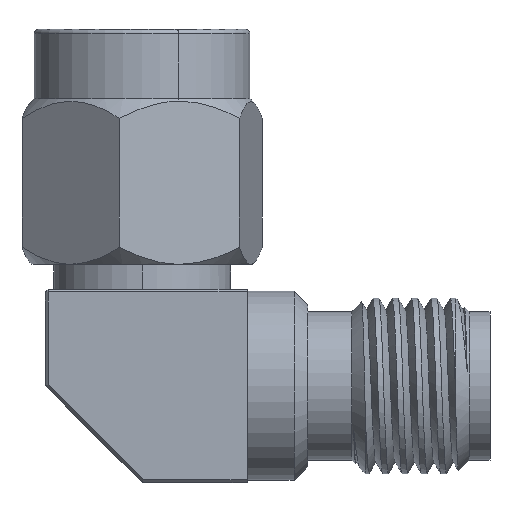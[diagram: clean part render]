
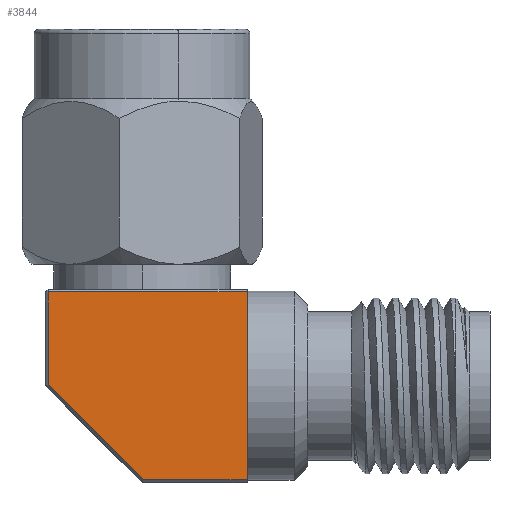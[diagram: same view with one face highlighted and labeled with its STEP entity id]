
A CAD part, left-side view. The second image highlights one B-rep face of the part: STEP entity #3844.
In plain terms, the highlighted planar face has unit normal (-1, 0, 0).
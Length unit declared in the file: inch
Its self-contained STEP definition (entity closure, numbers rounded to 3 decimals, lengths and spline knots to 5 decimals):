
#15 = DIRECTION ( 'NONE',  ( 1., 0., 0. ) ) ;
#42 = LINE ( 'NONE', #6936, #6416 ) ;
#174 = CARTESIAN_POINT ( 'NONE',  ( -0.15006, 0.02387, 0.4122 ) ) ;
#252 = DIRECTION ( 'NONE',  ( 0., 1., 0. ) ) ;
#298 = VECTOR ( 'NONE', #5453, 39.37008 ) ;
#397 = CARTESIAN_POINT ( 'NONE',  ( -0.15006, 0.02387, 0.40827 ) ) ;
#477 = LINE ( 'NONE', #7148, #6869 ) ;
#565 = EDGE_CURVE ( 'NONE', #697, #1526, #6062, .T. ) ;
#697 = VERTEX_POINT ( 'NONE', #758 ) ;
#758 = CARTESIAN_POINT ( 'NONE',  ( -0.15006, 0.02387, 0.67992 ) ) ;
#1091 = ORIENTED_EDGE ( 'NONE', *, *, #5456, .T. ) ;
#1236 = DIRECTION ( 'NONE',  ( 0., 0., -1. ) ) ;
#1295 = DIRECTION ( 'NONE',  ( 0., -1., 0. ) ) ;
#1412 = EDGE_LOOP ( 'NONE', ( #1091, #2126, #3363, #6667, #2150 ) ) ;
#1414 = LINE ( 'NONE', #7540, #4359 ) ;
#1451 = EDGE_CURVE ( 'NONE', #697, #2248, #42, .T. ) ;
#1526 = VERTEX_POINT ( 'NONE', #174 ) ;
#1747 = FACE_OUTER_BOUND ( 'NONE', #1412, .T. ) ;
#2126 = ORIENTED_EDGE ( 'NONE', *, *, #2700, .T. ) ;
#2150 = ORIENTED_EDGE ( 'NONE', *, *, #6962, .T. ) ;
#2248 = VERTEX_POINT ( 'NONE', #7435 ) ;
#2340 = VERTEX_POINT ( 'NONE', #4746 ) ;
#2490 = CARTESIAN_POINT ( 'NONE',  ( -0.15006, -0.05487, 0.40827 ) ) ;
#2700 = EDGE_CURVE ( 'NONE', #7292, #1526, #1414, .T. ) ;
#3363 = ORIENTED_EDGE ( 'NONE', *, *, #565, .F. ) ;
#3844 = ADVANCED_FACE ( 'NONE', ( #1747 ), #5414, .F. ) ;
#4075 = CARTESIAN_POINT ( 'NONE',  ( -0.15006, 0.17185, 0.4122 ) ) ;
#4359 = VECTOR ( 'NONE', #1295, 39.37008 ) ;
#4703 = DIRECTION ( 'NONE',  ( 0., 1., 0. ) ) ;
#4746 = CARTESIAN_POINT ( 'NONE',  ( -0.15006, 0.30734, 0.54769 ) ) ;
#5414 = PLANE ( 'NONE',  #6825 ) ;
#5453 = DIRECTION ( 'NONE',  ( 0., 0., -1. ) ) ;
#5456 = EDGE_CURVE ( 'NONE', #2340, #7292, #477, .T. ) ;
#6062 = LINE ( 'NONE', #397, #298 ) ;
#6129 = LINE ( 'NONE', #6732, #7424 ) ;
#6416 = VECTOR ( 'NONE', #252, 39.37008 ) ;
#6667 = ORIENTED_EDGE ( 'NONE', *, *, #1451, .T. ) ;
#6732 = CARTESIAN_POINT ( 'NONE',  ( -0.15006, 0.30734, 0.40827 ) ) ;
#6825 = AXIS2_PLACEMENT_3D ( 'NONE', #2490, #15, #4703 ) ;
#6869 = VECTOR ( 'NONE', #7742, 39.37008 ) ;
#6936 = CARTESIAN_POINT ( 'NONE',  ( -0.15006, 0.31127, 0.67992 ) ) ;
#6962 = EDGE_CURVE ( 'NONE', #2248, #2340, #6129, .T. ) ;
#7148 = CARTESIAN_POINT ( 'NONE',  ( -0.15006, 0.17069, 0.41105 ) ) ;
#7292 = VERTEX_POINT ( 'NONE', #4075 ) ;
#7424 = VECTOR ( 'NONE', #1236, 39.37008 ) ;
#7435 = CARTESIAN_POINT ( 'NONE',  ( -0.15006, 0.30734, 0.67992 ) ) ;
#7540 = CARTESIAN_POINT ( 'NONE',  ( -0.15006, -0.05487, 0.4122 ) ) ;
#7742 = DIRECTION ( 'NONE',  ( 0., -0.707, -0.707 ) ) ;
